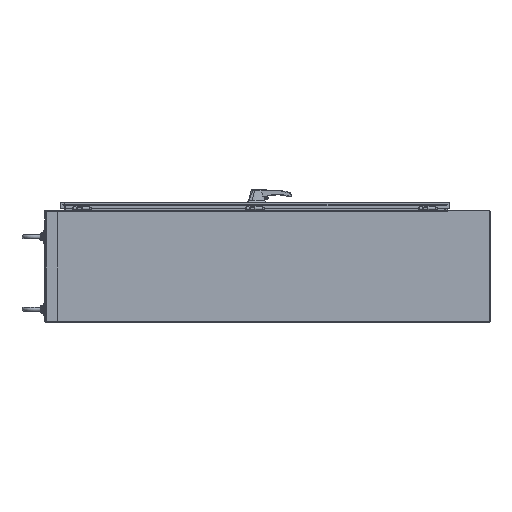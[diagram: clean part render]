
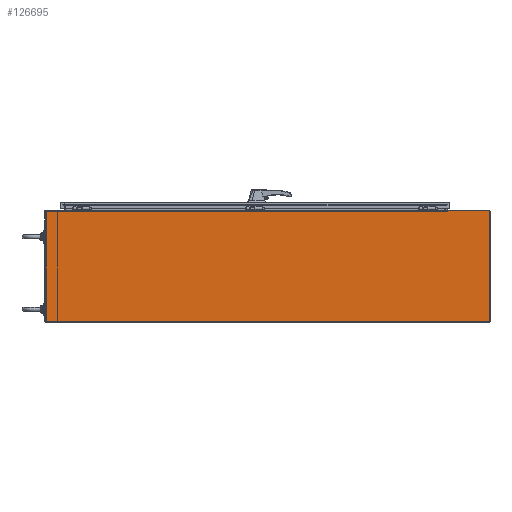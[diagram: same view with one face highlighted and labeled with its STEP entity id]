
A CAD part, left-side view. The second image highlights one B-rep face of the part: STEP entity #126695.
In plain terms, the highlighted planar face has unit normal (-1, 0, 0).
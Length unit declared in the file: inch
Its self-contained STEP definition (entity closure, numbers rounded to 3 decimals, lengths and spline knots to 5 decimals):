
#867 = VERTEX_POINT ( 'NONE', #6449 ) ;
#1341 = LINE ( 'NONE', #25383, #39509 ) ;
#1600 = EDGE_LOOP ( 'NONE', ( #153488, #232108, #225387, #33454, #183519, #220984, #173748 ) ) ;
#2417 = DIRECTION ( 'NONE',  ( 0., 0., -1. ) ) ;
#6449 = CARTESIAN_POINT ( 'NONE',  ( -0.095, -18.03, 6.715 ) ) ;
#8125 = AXIS2_PLACEMENT_3D ( 'NONE', #99725, #176002, #118601 ) ;
#8794 = DIRECTION ( 'NONE',  ( 0., 0., 1. ) ) ;
#10410 = FACE_OUTER_BOUND ( 'NONE', #1600, .T. ) ;
#10442 = VECTOR ( 'NONE', #200056, 39.37008 ) ;
#13881 = VERTEX_POINT ( 'NONE', #154662 ) ;
#19839 = EDGE_CURVE ( 'NONE', #867, #64648, #168261, .T. ) ;
#25383 = CARTESIAN_POINT ( 'NONE',  ( -0.095, -18.03, 71.935 ) ) ;
#25771 = PLANE ( 'NONE',  #8125 ) ;
#33454 = ORIENTED_EDGE ( 'NONE', *, *, #57541, .T. ) ;
#39509 = VECTOR ( 'NONE', #137939, 39.37008 ) ;
#40183 = CARTESIAN_POINT ( 'NONE',  ( -0.095, -17.982, 6.73 ) ) ;
#49912 = CARTESIAN_POINT ( 'NONE',  ( -0.095, -0.095, 6.715 ) ) ;
#53048 = VERTEX_POINT ( 'NONE', #153860 ) ;
#53681 = VERTEX_POINT ( 'NONE', #137118 ) ;
#57541 = EDGE_CURVE ( 'NONE', #134666, #53681, #233160, .T. ) ;
#58549 = VECTOR ( 'NONE', #145620, 39.37008 ) ;
#64648 = VERTEX_POINT ( 'NONE', #119159 ) ;
#64880 = CARTESIAN_POINT ( 'NONE',  ( -0.095, -17.982, 6.745 ) ) ;
#68985 = CARTESIAN_POINT ( 'NONE',  ( -0.095, -0.095, 0. ) ) ;
#74344 = VECTOR ( 'NONE', #166893, 39.37008 ) ;
#82799 = DIRECTION ( 'NONE',  ( 0., 1., 0. ) ) ;
#95186 = AXIS2_PLACEMENT_3D ( 'NONE', #40183, #189719, #2417 ) ;
#99725 = CARTESIAN_POINT ( 'NONE',  ( -0.095, -0.095, 0. ) ) ;
#110284 = CARTESIAN_POINT ( 'NONE',  ( -0.095, -18.03, 0. ) ) ;
#113349 = VECTOR ( 'NONE', #82799, 39.37008 ) ;
#118601 = DIRECTION ( 'NONE',  ( 0., 0., -1. ) ) ;
#118619 = CIRCLE ( 'NONE', #95186, 0.015 ) ;
#119159 = CARTESIAN_POINT ( 'NONE',  ( -0.095, -18.03, 0. ) ) ;
#120306 = EDGE_CURVE ( 'NONE', #867, #53048, #131201, .T. ) ;
#121376 = CARTESIAN_POINT ( 'NONE',  ( -0.095, -17.982, 0. ) ) ;
#125152 = LINE ( 'NONE', #155053, #113349 ) ;
#126695 = ADVANCED_FACE ( 'NONE', ( #10410 ), #25771, .T. ) ;
#131201 = LINE ( 'NONE', #49912, #10442 ) ;
#131662 = EDGE_CURVE ( 'NONE', #64648, #223731, #125152, .T. ) ;
#134666 = VERTEX_POINT ( 'NONE', #64880 ) ;
#137118 = CARTESIAN_POINT ( 'NONE',  ( -0.095, -17.982, 71.935 ) ) ;
#137939 = DIRECTION ( 'NONE',  ( 0., -1., 0. ) ) ;
#145620 = DIRECTION ( 'NONE',  ( 0., 0., 1. ) ) ;
#147486 = EDGE_CURVE ( 'NONE', #53048, #134666, #118619, .T. ) ;
#148044 = VECTOR ( 'NONE', #8794, 39.37008 ) ;
#153488 = ORIENTED_EDGE ( 'NONE', *, *, #19839, .F. ) ;
#153860 = CARTESIAN_POINT ( 'NONE',  ( -0.095, -17.982, 6.715 ) ) ;
#154288 = EDGE_CURVE ( 'NONE', #13881, #53681, #1341, .T. ) ;
#154662 = CARTESIAN_POINT ( 'NONE',  ( -0.095, -0.095, 71.935 ) ) ;
#155053 = CARTESIAN_POINT ( 'NONE',  ( -0.095, -0.095, 0. ) ) ;
#158419 = LINE ( 'NONE', #189073, #58549 ) ;
#166893 = DIRECTION ( 'NONE',  ( 0., 0., -1. ) ) ;
#168261 = LINE ( 'NONE', #110284, #74344 ) ;
#173748 = ORIENTED_EDGE ( 'NONE', *, *, #131662, .F. ) ;
#176002 = DIRECTION ( 'NONE',  ( -1., 0., 0. ) ) ;
#183519 = ORIENTED_EDGE ( 'NONE', *, *, #154288, .F. ) ;
#189073 = CARTESIAN_POINT ( 'NONE',  ( -0.095, -0.095, 71.935 ) ) ;
#189719 = DIRECTION ( 'NONE',  ( 1., 0., 0. ) ) ;
#200056 = DIRECTION ( 'NONE',  ( 0., 1., 0. ) ) ;
#220984 = ORIENTED_EDGE ( 'NONE', *, *, #232568, .F. ) ;
#223731 = VERTEX_POINT ( 'NONE', #68985 ) ;
#225387 = ORIENTED_EDGE ( 'NONE', *, *, #147486, .T. ) ;
#232108 = ORIENTED_EDGE ( 'NONE', *, *, #120306, .T. ) ;
#232568 = EDGE_CURVE ( 'NONE', #223731, #13881, #158419, .T. ) ;
#233160 = LINE ( 'NONE', #121376, #148044 ) ;
